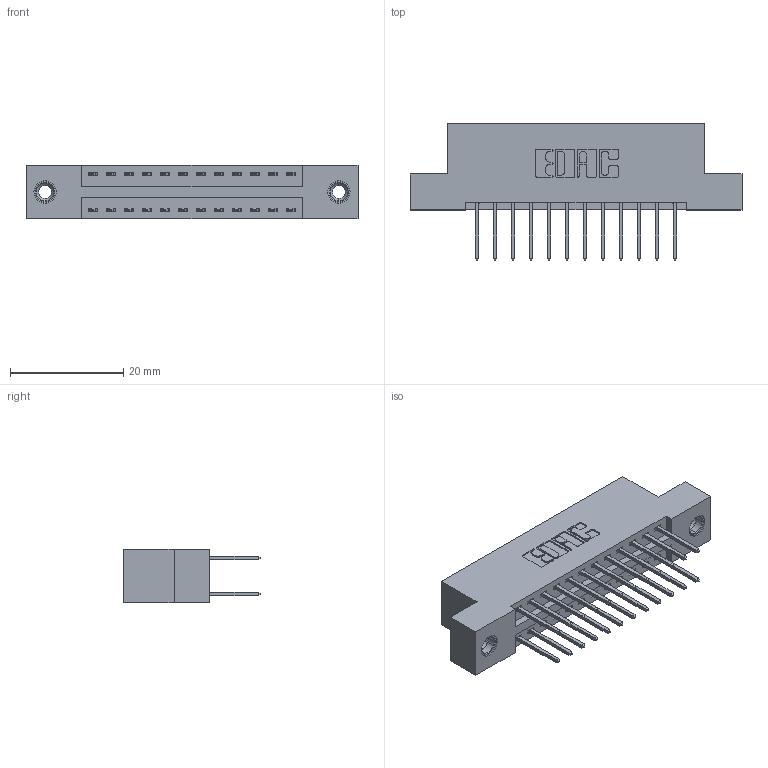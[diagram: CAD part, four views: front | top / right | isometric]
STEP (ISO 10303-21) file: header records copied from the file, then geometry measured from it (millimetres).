
FILE_DESCRIPTION (( 'STEP AP203' ), '1' );
FILE_NAME ('396-024-526-208.STEP', '2018-09-01T13:42:10', ( '' ), ( '' ), 'SwSTEP 2.0', 'SolidWorks 2016', '' );
FILE_SCHEMA (( 'CONFIG_CONTROL_DESIGN' ));
Length unit declared in the file: inch
Products named in the file (4): 346 Part_Flush Mounting Lugs - 0.156 Dia-TI; 345-292-001_345-293-126; 345-250-001_345-250-003-102; 396-024-526-208
Assembly tree (27 placements, depth 2):
  396-024-526-208
    346 Part_Flush Mounting Lugs - 0.156 Dia-TI
    345-292-001_345-293-126  x24
    345-250-001_345-250-003-102  x2
Bounding box: 58.67 x 24.13 x 9.4 mm (x, y, z)
Volume: 5521.3 mm3; surface area: 7314 mm2
Topology: 27 solids, 27 shells, 1430 faces, 4185 edges, 2750 vertices
Faces by surface type: plane 948, cylinder 466, cone 12, torus 4
Entity records: 13074 total; most frequent: CARTESIAN_POINT 2179, ORIENTED_EDGE 2106, DIRECTION 1999, EDGE_CURVE 1053, LINE 853, VECTOR 853, VERTEX_POINT 696, AXIS2_PLACEMENT_3D 573
